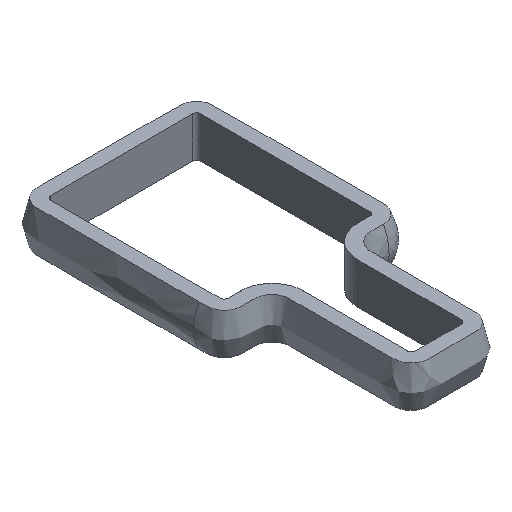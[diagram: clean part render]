
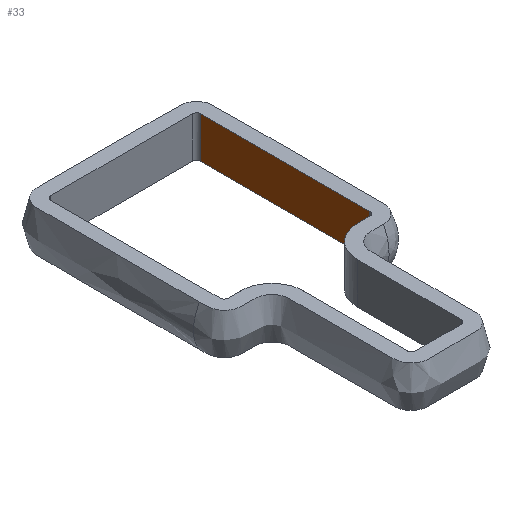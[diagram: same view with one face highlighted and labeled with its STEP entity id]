
A CAD part, isometric view. The second image highlights one B-rep face of the part: STEP entity #33.
In plain terms, the highlighted free-form (B-spline) face has degree [1, 2] with [2, 3] control points.
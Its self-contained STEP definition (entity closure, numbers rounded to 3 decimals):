
#33=ADVANCED_FACE('',(#55),#346,.T.);
#55=FACE_OUTER_BOUND('',#77,.T.);
#77=EDGE_LOOP('',(#152,#153,#154,#155));
#152=ORIENTED_EDGE('',*,*,#238,.F.);
#153=ORIENTED_EDGE('',*,*,#205,.F.);
#154=ORIENTED_EDGE('',*,*,#237,.T.);
#155=ORIENTED_EDGE('',*,*,#221,.F.);
#205=EDGE_CURVE('',#312,#313,#294,.T.);
#221=EDGE_CURVE('',#329,#328,#298,.T.);
#237=EDGE_CURVE('',#312,#328,#280,.T.);
#238=EDGE_CURVE('',#313,#329,#281,.T.);
#280=(
BOUNDED_CURVE()
B_SPLINE_CURVE(1,(#939,#940),.UNSPECIFIED.,.F.,.F.)
B_SPLINE_CURVE_WITH_KNOTS((2,2),(39.934,69.934),
 .UNSPECIFIED.)
CURVE()
GEOMETRIC_REPRESENTATION_ITEM()
RATIONAL_B_SPLINE_CURVE((1.,1.))
REPRESENTATION_ITEM('')
);
#281=(
BOUNDED_CURVE()
B_SPLINE_CURVE(1,(#941,#942),.UNSPECIFIED.,.F.,.F.)
B_SPLINE_CURVE_WITH_KNOTS((2,2),(39.934,69.934),
 .UNSPECIFIED.)
CURVE()
GEOMETRIC_REPRESENTATION_ITEM()
RATIONAL_B_SPLINE_CURVE((1.,1.))
REPRESENTATION_ITEM('')
);
#294=B_SPLINE_CURVE_WITH_KNOTS('',1,(#856,#857),.UNSPECIFIED.,.F.,.F.,(2,
2),(-136.559,-12.95),.UNSPECIFIED.);
#298=B_SPLINE_CURVE_WITH_KNOTS('',1,(#900,#901),.UNSPECIFIED.,.F.,.F.,(2,
2),(12.95,136.559),.UNSPECIFIED.);
#312=VERTEX_POINT('',#730);
#313=VERTEX_POINT('',#731);
#328=VERTEX_POINT('',#746);
#329=VERTEX_POINT('',#747);
#346=(
BOUNDED_SURFACE()
B_SPLINE_SURFACE(1,2,((#506,#507,#508),(#509,#510,#511)),.UNSPECIFIED.,
 .F.,.F.,.F.)
B_SPLINE_SURFACE_WITH_KNOTS((2,2),(3,3),(0.,145.428),(-479.654,
-348.667),.UNSPECIFIED.)
GEOMETRIC_REPRESENTATION_ITEM()
RATIONAL_B_SPLINE_SURFACE(((1.,1.,1.),(1.,1.,1.)))
REPRESENTATION_ITEM('')
SURFACE()
);
#506=CARTESIAN_POINT('',(-370.64,159.668,69.934));
#507=CARTESIAN_POINT('',(-370.64,97.863,69.934));
#508=CARTESIAN_POINT('',(-370.64,36.058,69.934));
#509=CARTESIAN_POINT('',(-370.64,159.668,-75.495));
#510=CARTESIAN_POINT('',(-370.64,97.863,-75.495));
#511=CARTESIAN_POINT('',(-370.64,36.058,-75.495));
#730=CARTESIAN_POINT('',(-370.64,159.668,30.));
#731=CARTESIAN_POINT('',(-370.64,36.058,30.));
#746=CARTESIAN_POINT('',(-370.64,159.668,0.));
#747=CARTESIAN_POINT('',(-370.64,36.058,0.));
#856=CARTESIAN_POINT('',(-370.64,159.668,30.));
#857=CARTESIAN_POINT('',(-370.64,36.058,30.));
#900=CARTESIAN_POINT('',(-370.64,36.058,0.));
#901=CARTESIAN_POINT('',(-370.64,159.668,0.));
#939=CARTESIAN_POINT('',(-370.64,159.668,30.));
#940=CARTESIAN_POINT('',(-370.64,159.668,0.));
#941=CARTESIAN_POINT('',(-370.64,36.058,30.));
#942=CARTESIAN_POINT('',(-370.64,36.058,0.));
